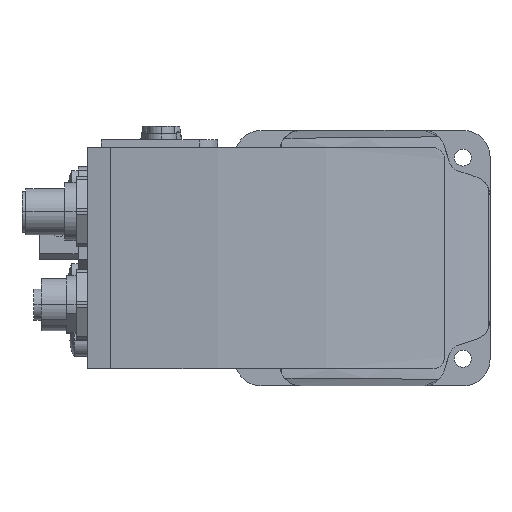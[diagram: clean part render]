
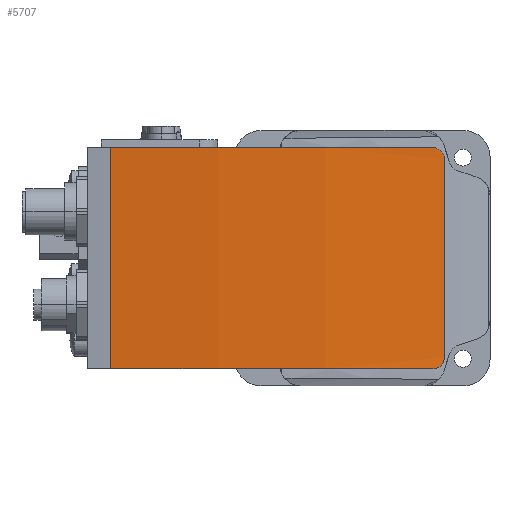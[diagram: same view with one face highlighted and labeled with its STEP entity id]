
A CAD part, left-side view. The second image highlights one B-rep face of the part: STEP entity #5707.
In plain terms, the highlighted cylindrical face has radius 300 mm (diameter 600 mm), a partial arc.
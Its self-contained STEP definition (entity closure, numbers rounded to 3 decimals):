
#5707=ADVANCED_FACE('',(#11420),#11421,.T.);
#5723=VERTEX_POINT('',#11444);
#5725=VERTEX_POINT('',#11446);
#5727=EDGE_CURVE('',#5723,#5725,#11448,.T.);
#5729=VERTEX_POINT('',#11450);
#5731=EDGE_CURVE('',#5729,#5723,#11452,.T.);
#5733=VERTEX_POINT('',#11454);
#5735=EDGE_CURVE('',#5733,#5729,#11456,.T.);
#5737=VERTEX_POINT('',#11458);
#5739=EDGE_CURVE('',#5737,#5733,#11460,.T.);
#5741=VERTEX_POINT('',#11462);
#5743=EDGE_CURVE('',#5741,#5737,#11464,.T.);
#5745=EDGE_CURVE('',#5725,#5741,#11466,.T.);
#11420=FACE_OUTER_BOUND('',#19038,.T.);
#11421=CYLINDRICAL_SURFACE('',#19039,300.0);
#11444=CARTESIAN_POINT('',(-4.808,-25.6,28.6));
#11446=CARTESIAN_POINT('',(-4.388,-28.6,25.6));
#11448=B_SPLINE_CURVE_WITH_KNOTS('',3,(#19067,#19068,#19069,#19070,#19071,#19072,#19073,#19074,#19075,#19076,#19077,#19078,#19079,#19080,#19081,#19082,#19083,#19084),.UNSPECIFIED.,.F.,.F.,(4,2,2,2,2,2,2,2,4),(4.539,5.11,5.681,6.252,6.822,7.387,7.952,8.517,9.082),.UNSPECIFIED.);
#11450=CARTESIAN_POINT('',(-4.388,57.6,28.6));
#11452=CIRCLE('',#19089,300.0);
#11454=CARTESIAN_POINT('',(-4.388,57.6,-28.6));
#11456=LINE('',#19094,#19095);
#11458=CARTESIAN_POINT('',(-4.808,-25.6,-28.6));
#11460=CIRCLE('',#19100,300.0);
#11462=CARTESIAN_POINT('',(-4.388,-28.6,-25.6));
#11464=B_SPLINE_CURVE_WITH_KNOTS('',3,(#19105,#19106,#19107,#19108,#19109,#19110,#19111,#19112,#19113,#19114,#19115,#19116,#19117,#19118,#19119,#19120,#19121,#19122),.UNSPECIFIED.,.F.,.F.,(4,2,2,2,2,2,2,2,4),(9.082,9.648,10.214,10.78,11.346,11.916,12.485,13.054,13.624),.UNSPECIFIED.);
#11466=LINE('',#19125,#19126);
#19038=EDGE_LOOP('',(#26614,#26615,#26616,#26617,#26618,#26619));
#19039=AXIS2_PLACEMENT_3D('',#26620,#26621,#26622);
#19067=CARTESIAN_POINT('',(-4.808,-25.6,28.6));
#19068=CARTESIAN_POINT('',(-4.782,-25.789,28.6));
#19069=CARTESIAN_POINT('',(-4.756,-25.984,28.582));
#19070=CARTESIAN_POINT('',(-4.703,-26.372,28.506));
#19071=CARTESIAN_POINT('',(-4.676,-26.565,28.448));
#19072=CARTESIAN_POINT('',(-4.625,-26.935,28.294));
#19073=CARTESIAN_POINT('',(-4.6,-27.112,28.198));
#19074=CARTESIAN_POINT('',(-4.554,-27.441,27.977));
#19075=CARTESIAN_POINT('',(-4.532,-27.592,27.851));
#19076=CARTESIAN_POINT('',(-4.495,-27.858,27.585));
#19077=CARTESIAN_POINT('',(-4.477,-27.982,27.435));
#19078=CARTESIAN_POINT('',(-4.446,-28.201,27.108));
#19079=CARTESIAN_POINT('',(-4.432,-28.296,26.931));
#19080=CARTESIAN_POINT('',(-4.41,-28.448,26.562));
#19081=CARTESIAN_POINT('',(-4.401,-28.506,26.37));
#19082=CARTESIAN_POINT('',(-4.39,-28.582,25.983));
#19083=CARTESIAN_POINT('',(-4.388,-28.6,25.788));
#19084=CARTESIAN_POINT('',(-4.388,-28.6,25.6));
#19089=AXIS2_PLACEMENT_3D('',#26681,#26682,#26683);
#19094=CARTESIAN_POINT('',(-4.388,57.6,0.0));
#19095=VECTOR('',#26684,1.0);
#19100=AXIS2_PLACEMENT_3D('',#26685,#26686,#26687);
#19105=CARTESIAN_POINT('',(-4.388,-28.6,-25.6));
#19106=CARTESIAN_POINT('',(-4.388,-28.6,-25.789));
#19107=CARTESIAN_POINT('',(-4.39,-28.582,-25.984));
#19108=CARTESIAN_POINT('',(-4.402,-28.506,-26.372));
#19109=CARTESIAN_POINT('',(-4.41,-28.448,-26.565));
#19110=CARTESIAN_POINT('',(-4.432,-28.294,-26.934));
#19111=CARTESIAN_POINT('',(-4.446,-28.199,-27.111));
#19112=CARTESIAN_POINT('',(-4.477,-27.979,-27.438));
#19113=CARTESIAN_POINT('',(-4.495,-27.854,-27.589));
#19114=CARTESIAN_POINT('',(-4.533,-27.588,-27.855));
#19115=CARTESIAN_POINT('',(-4.554,-27.437,-27.98));
#19116=CARTESIAN_POINT('',(-4.601,-27.109,-28.2));
#19117=CARTESIAN_POINT('',(-4.625,-26.932,-28.296));
#19118=CARTESIAN_POINT('',(-4.677,-26.562,-28.449));
#19119=CARTESIAN_POINT('',(-4.703,-26.37,-28.506));
#19120=CARTESIAN_POINT('',(-4.756,-25.983,-28.582));
#19121=CARTESIAN_POINT('',(-4.783,-25.788,-28.6));
#19122=CARTESIAN_POINT('',(-4.808,-25.6,-28.6));
#19125=CARTESIAN_POINT('',(-4.388,-28.6,0.0));
#19126=VECTOR('',#26688,1.0);
#26614=ORIENTED_EDGE('',*,*,#5727,.F.);
#26615=ORIENTED_EDGE('',*,*,#5731,.F.);
#26616=ORIENTED_EDGE('',*,*,#5735,.F.);
#26617=ORIENTED_EDGE('',*,*,#5739,.F.);
#26618=ORIENTED_EDGE('',*,*,#5743,.F.);
#26619=ORIENTED_EDGE('',*,*,#5745,.F.);
#26620=CARTESIAN_POINT('',(292.5,14.5,28.6));
#26621=DIRECTION('',(0.0,-0.0,-1.0));
#26622=DIRECTION('',(-0.99,-0.144,0.0));
#26681=CARTESIAN_POINT('',(292.5,14.5,28.6));
#26682=DIRECTION('',(0.0,0.0,1.0));
#26683=DIRECTION('',(-0.99,-0.144,0.0));
#26684=DIRECTION('',(0.0,0.0,1.0));
#26685=CARTESIAN_POINT('',(292.5,14.5,-28.6));
#26686=DIRECTION('',(-0.0,0.0,-1.0));
#26687=DIRECTION('',(-0.99,-0.144,0.0));
#26688=DIRECTION('',(0.0,0.0,-1.0));
